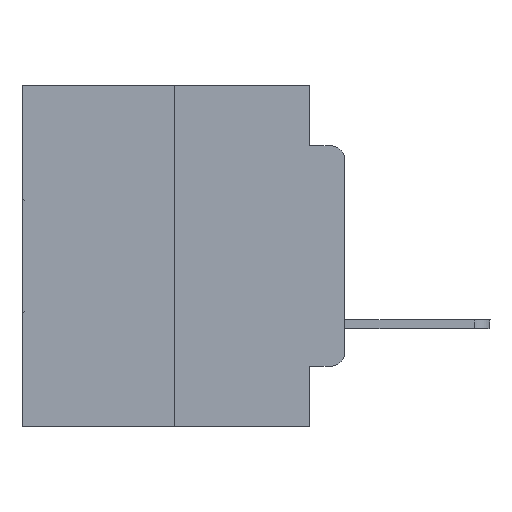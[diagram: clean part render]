
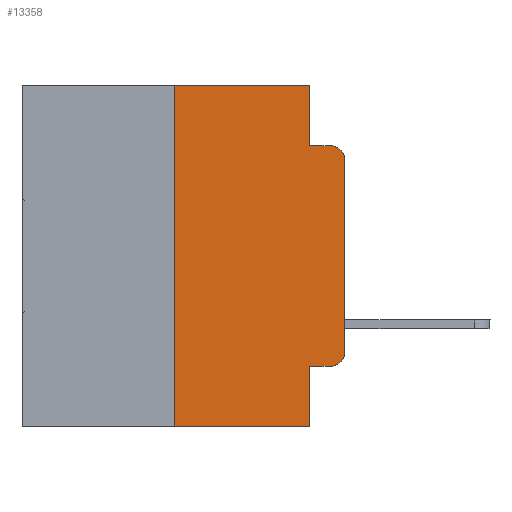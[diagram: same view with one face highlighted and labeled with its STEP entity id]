
A CAD part, left-side view. The second image highlights one B-rep face of the part: STEP entity #13358.
In plain terms, the highlighted planar face has unit normal (-1, 0, 0).
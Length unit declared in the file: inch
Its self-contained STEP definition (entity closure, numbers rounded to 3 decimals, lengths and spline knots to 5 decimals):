
#71 = ORIENTED_EDGE ( 'NONE', *, *, #24941, .F. ) ;
#293 = CARTESIAN_POINT ( 'NONE',  ( 0., 0., -0.1085 ) ) ;
#346 = AXIS2_PLACEMENT_3D ( 'NONE', #3520, #10356, #26284 ) ;
#1936 = ORIENTED_EDGE ( 'NONE', *, *, #19874, .T. ) ;
#2115 = CARTESIAN_POINT ( 'NONE',  ( 0., 0.051, -0.4115 ) ) ;
#2602 = LINE ( 'NONE', #4953, #28131 ) ;
#2832 = VERTEX_POINT ( 'NONE', #9778 ) ;
#3164 = ORIENTED_EDGE ( 'NONE', *, *, #18905, .F. ) ;
#3424 = CARTESIAN_POINT ( 'NONE',  ( 0., 0.473, 0. ) ) ;
#3520 = CARTESIAN_POINT ( 'NONE',  ( 0., 0.02, -0.1085 ) ) ;
#4897 = ORIENTED_EDGE ( 'NONE', *, *, #24251, .F. ) ;
#4953 = CARTESIAN_POINT ( 'NONE',  ( 0., 0.473, -0.5 ) ) ;
#4965 = VERTEX_POINT ( 'NONE', #20776 ) ;
#5462 = VECTOR ( 'NONE', #6046, 39.37008 ) ;
#5556 = CARTESIAN_POINT ( 'NONE',  ( 0., 0.051, 0. ) ) ;
#5588 = VERTEX_POINT ( 'NONE', #15898 ) ;
#5624 = LINE ( 'NONE', #7623, #19110 ) ;
#5649 = CARTESIAN_POINT ( 'NONE',  ( 0., 0.051, 0. ) ) ;
#6046 = DIRECTION ( 'NONE',  ( 0., 0., -1. ) ) ;
#6151 = EDGE_CURVE ( 'NONE', #24634, #22563, #16424, .T. ) ;
#6249 = ORIENTED_EDGE ( 'NONE', *, *, #9649, .F. ) ;
#6583 = VECTOR ( 'NONE', #23824, 39.37008 ) ;
#6908 = ORIENTED_EDGE ( 'NONE', *, *, #28447, .T. ) ;
#7208 = LINE ( 'NONE', #16242, #23184 ) ;
#7623 = CARTESIAN_POINT ( 'NONE',  ( 0., 0.051, -0.4115 ) ) ;
#7862 = EDGE_CURVE ( 'NONE', #14375, #24258, #5624, .T. ) ;
#8954 = DIRECTION ( 'NONE',  ( 1., 0., 0. ) ) ;
#9649 = EDGE_CURVE ( 'NONE', #5588, #4965, #20766, .T. ) ;
#9778 = CARTESIAN_POINT ( 'NONE',  ( 0., 0.25, -0.5 ) ) ;
#10089 = VECTOR ( 'NONE', #16786, 39.37008 ) ;
#10179 = EDGE_CURVE ( 'NONE', #4965, #26482, #26405, .T. ) ;
#10227 = VECTOR ( 'NONE', #23400, 39.37008 ) ;
#10356 = DIRECTION ( 'NONE',  ( -1., 0., 0. ) ) ;
#10752 = EDGE_CURVE ( 'NONE', #2832, #22286, #2602, .T. ) ;
#11176 = CARTESIAN_POINT ( 'NONE',  ( 0., 0.051, -0.5 ) ) ;
#11248 = VERTEX_POINT ( 'NONE', #26957 ) ;
#11256 = DIRECTION ( 'NONE',  ( 0., 0., -1. ) ) ;
#12650 = LINE ( 'NONE', #21543, #6583 ) ;
#13358 = ADVANCED_FACE ( 'NONE', ( #22717 ), #28669, .F. ) ;
#13450 = CARTESIAN_POINT ( 'NONE',  ( 0., 0.473, 0. ) ) ;
#13509 = DIRECTION ( 'NONE',  ( -1., 0., 0. ) ) ;
#13805 = CARTESIAN_POINT ( 'NONE',  ( 0., 0.02, -0.3915 ) ) ;
#14375 = VERTEX_POINT ( 'NONE', #2115 ) ;
#14768 = VECTOR ( 'NONE', #19286, 39.37008 ) ;
#15898 = CARTESIAN_POINT ( 'NONE',  ( 0., 0.25, 0. ) ) ;
#16242 = CARTESIAN_POINT ( 'NONE',  ( 0., 0.051, -0.0885 ) ) ;
#16332 = DIRECTION ( 'NONE',  ( 0., -1., 0. ) ) ;
#16424 = CIRCLE ( 'NONE', #346, 0.02 ) ;
#16455 = DIRECTION ( 'NONE',  ( 0., -1., 0. ) ) ;
#16786 = DIRECTION ( 'NONE',  ( 0., 0., -1. ) ) ;
#16975 = AXIS2_PLACEMENT_3D ( 'NONE', #13805, #13509, #17858 ) ;
#16999 = CARTESIAN_POINT ( 'NONE',  ( 0., 0.051, -0.0885 ) ) ;
#17553 = LINE ( 'NONE', #5649, #5462 ) ;
#17858 = DIRECTION ( 'NONE',  ( 0., 0., -1. ) ) ;
#17893 = ORIENTED_EDGE ( 'NONE', *, *, #7862, .T. ) ;
#18868 = CIRCLE ( 'NONE', #16975, 0.02 ) ;
#18905 = EDGE_CURVE ( 'NONE', #26482, #22563, #7208, .T. ) ;
#19110 = VECTOR ( 'NONE', #28246, 39.37008 ) ;
#19286 = DIRECTION ( 'NONE',  ( 0., -1., 0. ) ) ;
#19874 = EDGE_CURVE ( 'NONE', #24258, #11248, #18868, .T. ) ;
#20766 = LINE ( 'NONE', #3424, #14768 ) ;
#20776 = CARTESIAN_POINT ( 'NONE',  ( 0., 0.051, 0. ) ) ;
#21543 = CARTESIAN_POINT ( 'NONE',  ( 0., 0.25, 0. ) ) ;
#21843 = ORIENTED_EDGE ( 'NONE', *, *, #6151, .T. ) ;
#22286 = VERTEX_POINT ( 'NONE', #11176 ) ;
#22563 = VERTEX_POINT ( 'NONE', #27087 ) ;
#22717 = FACE_OUTER_BOUND ( 'NONE', #28034, .T. ) ;
#23184 = VECTOR ( 'NONE', #16332, 39.37008 ) ;
#23400 = DIRECTION ( 'NONE',  ( 0., 0., 1. ) ) ;
#23824 = DIRECTION ( 'NONE',  ( 0., 0., 1. ) ) ;
#24251 = EDGE_CURVE ( 'NONE', #2832, #5588, #12650, .T. ) ;
#24258 = VERTEX_POINT ( 'NONE', #27878 ) ;
#24634 = VERTEX_POINT ( 'NONE', #293 ) ;
#24941 = EDGE_CURVE ( 'NONE', #14375, #22286, #17553, .T. ) ;
#25626 = ORIENTED_EDGE ( 'NONE', *, *, #10752, .T. ) ;
#26284 = DIRECTION ( 'NONE',  ( 0., 0., -1. ) ) ;
#26405 = LINE ( 'NONE', #5556, #10089 ) ;
#26482 = VERTEX_POINT ( 'NONE', #16999 ) ;
#26879 = AXIS2_PLACEMENT_3D ( 'NONE', #13450, #8954, #11256 ) ;
#26957 = CARTESIAN_POINT ( 'NONE',  ( 0., 0., -0.3915 ) ) ;
#27087 = CARTESIAN_POINT ( 'NONE',  ( 0., 0.02, -0.0885 ) ) ;
#27878 = CARTESIAN_POINT ( 'NONE',  ( 0., 0.02, -0.4115 ) ) ;
#28034 = EDGE_LOOP ( 'NONE', ( #6908, #21843, #3164, #28162, #6249, #4897, #25626, #71, #17893, #1936 ) ) ;
#28057 = CARTESIAN_POINT ( 'NONE',  ( 0., 0., 0. ) ) ;
#28131 = VECTOR ( 'NONE', #16455, 39.37008 ) ;
#28162 = ORIENTED_EDGE ( 'NONE', *, *, #10179, .F. ) ;
#28246 = DIRECTION ( 'NONE',  ( 0., -1., 0. ) ) ;
#28447 = EDGE_CURVE ( 'NONE', #11248, #24634, #28992, .T. ) ;
#28669 = PLANE ( 'NONE',  #26879 ) ;
#28992 = LINE ( 'NONE', #28057, #10227 ) ;
